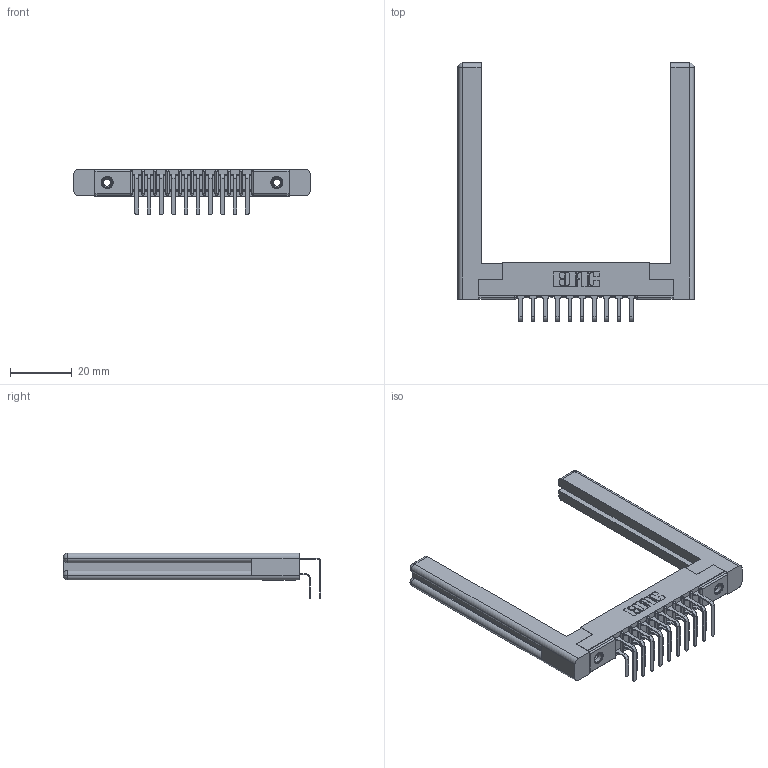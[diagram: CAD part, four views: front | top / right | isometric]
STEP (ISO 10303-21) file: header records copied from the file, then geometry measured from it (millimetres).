
FILE_DESCRIPTION (( 'STEP AP203' ), '1' );
FILE_NAME ('357-020-558-258.STEP', '2019-09-17T20:49:47', ( '' ), ( '' ), 'SwSTEP 2.0', 'SolidWorks 2016', '' );
FILE_SCHEMA (( 'CONFIG_CONTROL_DESIGN' ));
Length unit declared in the file: inch
Products named in the file (6): 307 Part_.156 Dia Mounting Holes; 345-250-001_345-250-001-102; 307-220-058; 307-290-001_558 - 2 (Single); 357-020-558-258; 307-290-001_558 559 - 1 (Single)
Assembly tree (25 placements, depth 2):
  357-020-558-258
    307 Part_.156 Dia Mounting Holes
    307-290-001_558 559 - 1 (Single)  x10
    307-290-001_558 - 2 (Single)  x10
    307-220-058  x2
    345-250-001_345-250-001-102  x2
Bounding box: 76.25 x 83.27 x 14.81 mm (x, y, z)
Volume: 12764.2 mm3; surface area: 13931.2 mm2
Topology: 25 solids, 25 shells, 1271 faces, 3517 edges, 2274 vertices
Faces by surface type: plane 814, cylinder 411, sphere 22, torus 12, cone 12
Entity records: 16918 total; most frequent: CARTESIAN_POINT 2799, ORIENTED_EDGE 2712, DIRECTION 2712, EDGE_CURVE 1356, VECTOR 1022, LINE 1022, VERTEX_POINT 878, AXIS2_PLACEMENT_3D 845
